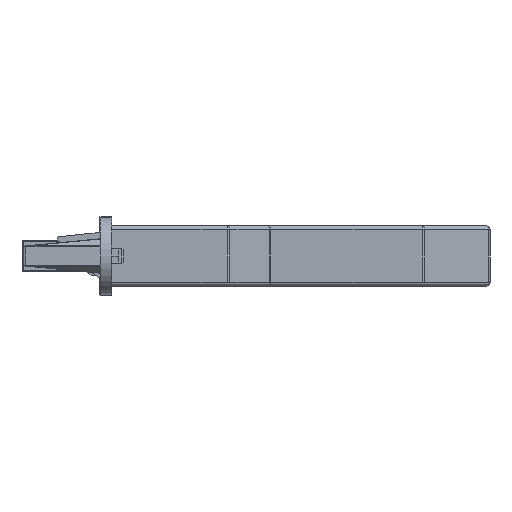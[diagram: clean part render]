
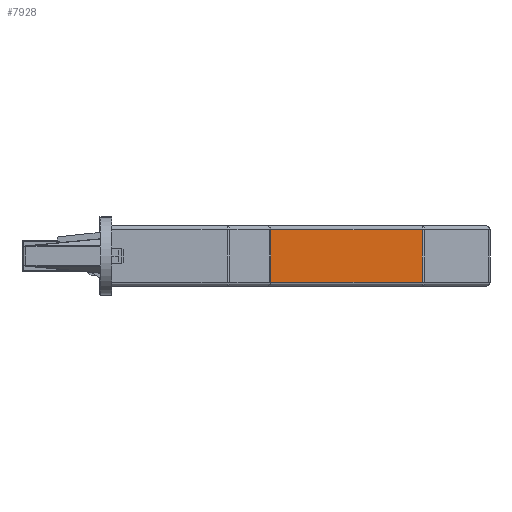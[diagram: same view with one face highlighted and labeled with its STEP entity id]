
A CAD part, front view. The second image highlights one B-rep face of the part: STEP entity #7928.
In plain terms, the highlighted planar face has unit normal (0, -1, 0).
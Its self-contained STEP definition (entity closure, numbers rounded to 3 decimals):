
#178 = DIRECTION ( 'NONE',  ( 1., 0., 0. ) ) ;
#306 = ORIENTED_EDGE ( 'NONE', *, *, #559, .F. ) ;
#559 = EDGE_CURVE ( 'NONE', #6532, #22407, #18653, .T. ) ;
#701 = CARTESIAN_POINT ( 'NONE',  ( 14., -14.7, -0.75 ) ) ;
#876 = AXIS2_PLACEMENT_3D ( 'NONE', #4120, #12608, #4011 ) ;
#1348 = CARTESIAN_POINT ( 'NONE',  ( 14., -14.7, -1.75 ) ) ;
#1564 = DIRECTION ( 'NONE',  ( 1., 0., 0. ) ) ;
#2447 = CARTESIAN_POINT ( 'NONE',  ( 93.586, -14.7, -0.75 ) ) ;
#2598 = CARTESIAN_POINT ( 'NONE',  ( 14., -14.7, 12.75 ) ) ;
#2782 = DIRECTION ( 'NONE',  ( 0., 0., -1. ) ) ;
#4011 = DIRECTION ( 'NONE',  ( 0., 0., -1. ) ) ;
#4120 = CARTESIAN_POINT ( 'NONE',  ( 44.75, -14.7, 6. ) ) ;
#4336 = EDGE_CURVE ( 'NONE', #6532, #6007, #18986, .T. ) ;
#4477 = CARTESIAN_POINT ( 'NONE',  ( 93.586, -14.7, -1.75 ) ) ;
#4895 = EDGE_CURVE ( 'NONE', #12986, #10884, #17441, .T. ) ;
#4975 = VECTOR ( 'NONE', #1564, 1000. ) ;
#5926 = LINE ( 'NONE', #20027, #13608 ) ;
#6007 = VERTEX_POINT ( 'NONE', #2447 ) ;
#6532 = VERTEX_POINT ( 'NONE', #701 ) ;
#7928 = ADVANCED_FACE ( 'NONE', ( #15652, #21154 ), #12429, .T. ) ;
#7999 = VECTOR ( 'NONE', #14766, 1000. ) ;
#10250 = CARTESIAN_POINT ( 'NONE',  ( 94., -14.7, -0.75 ) ) ;
#10884 = VERTEX_POINT ( 'NONE', #21139 ) ;
#11198 = AXIS2_PLACEMENT_3D ( 'NONE', #16760, #13096, #2782 ) ;
#11301 = DIRECTION ( 'NONE',  ( -1., 0., 0. ) ) ;
#11453 = ORIENTED_EDGE ( 'NONE', *, *, #4336, .T. ) ;
#11454 = DIRECTION ( 'NONE',  ( 0., 0., 1. ) ) ;
#11732 = EDGE_CURVE ( 'NONE', #6007, #13805, #20172, .T. ) ;
#11968 = CARTESIAN_POINT ( 'NONE',  ( 14., -14.7, -1.75 ) ) ;
#12429 = PLANE ( 'NONE',  #19462 ) ;
#12608 = DIRECTION ( 'NONE',  ( 0., -1., 0. ) ) ;
#12986 = VERTEX_POINT ( 'NONE', #15055 ) ;
#13096 = DIRECTION ( 'NONE',  ( 0., -1., 0. ) ) ;
#13608 = VECTOR ( 'NONE', #11301, 1000. ) ;
#13742 = EDGE_CURVE ( 'NONE', #10884, #12986, #22080, .T. ) ;
#13805 = VERTEX_POINT ( 'NONE', #18445 ) ;
#14766 = DIRECTION ( 'NONE',  ( 0., 0., 1. ) ) ;
#15055 = CARTESIAN_POINT ( 'NONE',  ( 44.75, -14.7, 7.75 ) ) ;
#15652 = FACE_BOUND ( 'NONE', #20326, .T. ) ;
#15880 = DIRECTION ( 'NONE',  ( 0., -1., 0. ) ) ;
#15950 = ORIENTED_EDGE ( 'NONE', *, *, #21037, .T. ) ;
#16685 = ORIENTED_EDGE ( 'NONE', *, *, #13742, .F. ) ;
#16760 = CARTESIAN_POINT ( 'NONE',  ( 44.75, -14.7, 6. ) ) ;
#16872 = ORIENTED_EDGE ( 'NONE', *, *, #4895, .F. ) ;
#17131 = EDGE_LOOP ( 'NONE', ( #306, #11453, #21327, #15950 ) ) ;
#17441 = CIRCLE ( 'NONE', #11198, 1.75 ) ;
#18445 = CARTESIAN_POINT ( 'NONE',  ( 93.586, -14.7, 12.75 ) ) ;
#18653 = LINE ( 'NONE', #1348, #7999 ) ;
#18986 = LINE ( 'NONE', #10250, #4975 ) ;
#19462 = AXIS2_PLACEMENT_3D ( 'NONE', #11968, #15880, #178 ) ;
#20027 = CARTESIAN_POINT ( 'NONE',  ( 14., -14.7, 12.75 ) ) ;
#20172 = LINE ( 'NONE', #4477, #22453 ) ;
#20326 = EDGE_LOOP ( 'NONE', ( #16685, #16872 ) ) ;
#21037 = EDGE_CURVE ( 'NONE', #13805, #22407, #5926, .T. ) ;
#21139 = CARTESIAN_POINT ( 'NONE',  ( 44.75, -14.7, 4.25 ) ) ;
#21154 = FACE_OUTER_BOUND ( 'NONE', #17131, .T. ) ;
#21327 = ORIENTED_EDGE ( 'NONE', *, *, #11732, .T. ) ;
#22080 = CIRCLE ( 'NONE', #876, 1.75 ) ;
#22407 = VERTEX_POINT ( 'NONE', #2598 ) ;
#22453 = VECTOR ( 'NONE', #11454, 1000. ) ;
